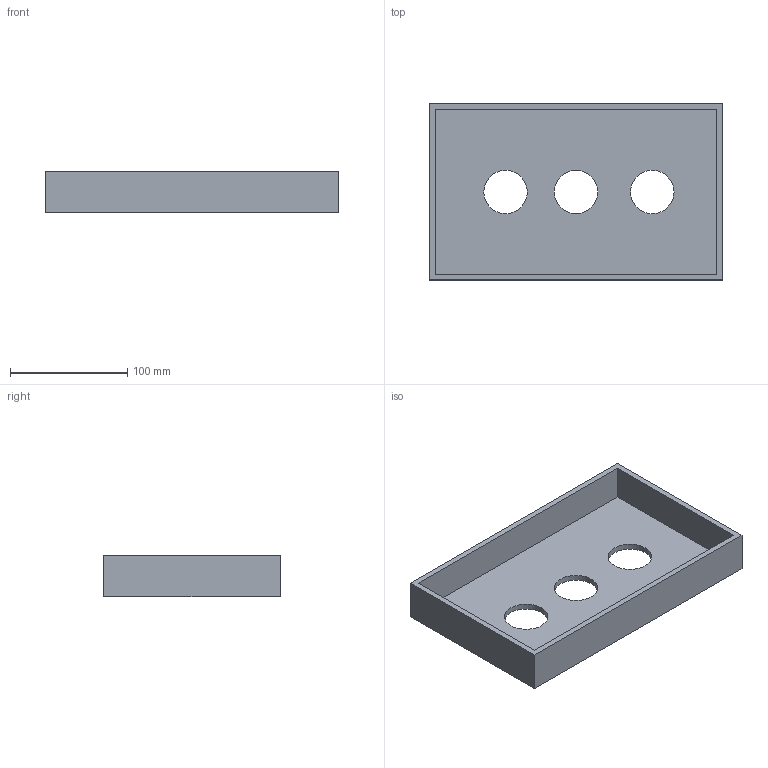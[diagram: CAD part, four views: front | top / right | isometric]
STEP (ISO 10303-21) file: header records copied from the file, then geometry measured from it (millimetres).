
FILE_DESCRIPTION(/* description */ (''),/* implementation_level */ '2;1');
FILE_NAME(/* name */ 'casing.stp',/* time_stamp */ '2023-06-24T18:56:54+03:00',/* author */ ('mahmo'),/* organization */ (''),/* preprocessor_version */ 'ST-DEVELOPER v18.1',/* originating_system */ 'Autodesk Inventor 2021',/* authorisation */ '');
FILE_SCHEMA (('AUTOMOTIVE_DESIGN { 1 0 10303 214 3 1 1 }'));
Length unit declared in the file: millimetre
Products named in the file (1): casing
Bounding box: 250 x 150 x 35 mm (x, y, z)
Volume: 288371.8 mm3; surface area: 121092.3 mm2
Topology: 1 solids, 1 shells, 14 faces, 36 edges, 25 vertices
Faces by surface type: plane 11, cylinder 3
Full cylindrical faces by diameter (mm): 37 x3
Entity records: 486 total; most frequent: CARTESIAN_POINT 76, DIRECTION 75, ORIENTED_EDGE 72, EDGE_CURVE 36, LINE 27, VECTOR 27, VERTEX_POINT 25, AXIS2_PLACEMENT_3D 24
